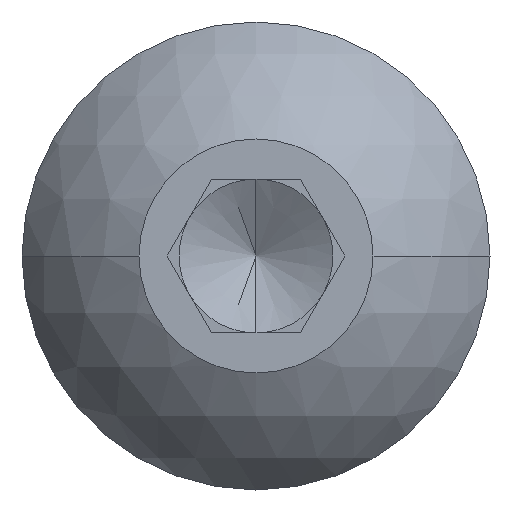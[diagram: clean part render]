
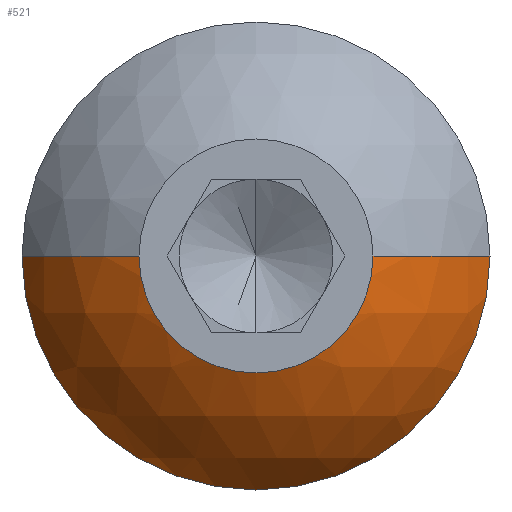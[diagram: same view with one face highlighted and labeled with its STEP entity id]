
A CAD part, left-side view. The second image highlights one B-rep face of the part: STEP entity #521.
In plain terms, the highlighted spherical face has radius 4.325 mm.
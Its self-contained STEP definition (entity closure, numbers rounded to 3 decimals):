
#20 = DIRECTION ( 'NONE',  ( 0., 0., 1. ) ) ;
#31 = EDGE_LOOP ( 'NONE', ( #391, #60, #765, #138, #200 ) ) ;
#45 = DIRECTION ( 'NONE',  ( 1., 0., 0. ) ) ;
#60 = ORIENTED_EDGE ( 'NONE', *, *, #76, .T. ) ;
#63 = CIRCLE ( 'NONE', #412, 1.9 ) ;
#76 = EDGE_CURVE ( 'NONE', #559, #484, #465, .T. ) ;
#79 = CIRCLE ( 'NONE', #723, 3.8 ) ;
#123 = EDGE_CURVE ( 'NONE', #344, #378, #494, .T. ) ;
#133 = CARTESIAN_POINT ( 'NONE',  ( 0., 1.9, 0. ) ) ;
#137 = DIRECTION ( 'NONE',  ( 0., 0., 1. ) ) ;
#138 = ORIENTED_EDGE ( 'NONE', *, *, #764, .F. ) ;
#141 = CARTESIAN_POINT ( 'NONE',  ( 1.82, 3.8, 0. ) ) ;
#143 = DIRECTION ( 'NONE',  ( 0., 0., -1. ) ) ;
#166 = CIRCLE ( 'NONE', #203, 4.325 ) ;
#168 = CARTESIAN_POINT ( 'NONE',  ( 1.82, 0., -3.8 ) ) ;
#175 = EDGE_CURVE ( 'NONE', #344, #559, #79, .T. ) ;
#200 = ORIENTED_EDGE ( 'NONE', *, *, #123, .F. ) ;
#203 = AXIS2_PLACEMENT_3D ( 'NONE', #546, #212, #276 ) ;
#212 = DIRECTION ( 'NONE',  ( 0., 0., -1. ) ) ;
#239 = CARTESIAN_POINT ( 'NONE',  ( 3.885, 0., 0. ) ) ;
#276 = DIRECTION ( 'NONE',  ( 0., 1., 0. ) ) ;
#302 = FACE_OUTER_BOUND ( 'NONE', #31, .T. ) ;
#344 = VERTEX_POINT ( 'NONE', #141 ) ;
#378 = VERTEX_POINT ( 'NONE', #133 ) ;
#384 = VERTEX_POINT ( 'NONE', #458 ) ;
#389 = AXIS2_PLACEMENT_3D ( 'NONE', #809, #566, #796 ) ;
#391 = ORIENTED_EDGE ( 'NONE', *, *, #175, .T. ) ;
#400 = DIRECTION ( 'NONE',  ( 0., 1., 0. ) ) ;
#412 = AXIS2_PLACEMENT_3D ( 'NONE', #799, #735, #445 ) ;
#445 = DIRECTION ( 'NONE',  ( 0., 0., 1. ) ) ;
#458 = CARTESIAN_POINT ( 'NONE',  ( 0., -1.9, 0. ) ) ;
#465 = CIRCLE ( 'NONE', #389, 3.8 ) ;
#473 = AXIS2_PLACEMENT_3D ( 'NONE', #239, #143, #400 ) ;
#484 = VERTEX_POINT ( 'NONE', #532 ) ;
#489 = SPHERICAL_SURFACE ( 'NONE', #473, 4.325 ) ;
#494 = CIRCLE ( 'NONE', #553, 4.325 ) ;
#521 = ADVANCED_FACE ( 'NONE', ( #302 ), #489, .T. ) ;
#532 = CARTESIAN_POINT ( 'NONE',  ( 1.82, -3.8, 0. ) ) ;
#546 = CARTESIAN_POINT ( 'NONE',  ( 3.885, 0., 0. ) ) ;
#548 = CARTESIAN_POINT ( 'NONE',  ( 1.82, 0., 0. ) ) ;
#553 = AXIS2_PLACEMENT_3D ( 'NONE', #712, #20, #45 ) ;
#559 = VERTEX_POINT ( 'NONE', #168 ) ;
#566 = DIRECTION ( 'NONE',  ( -1., 0., 0. ) ) ;
#665 = EDGE_CURVE ( 'NONE', #484, #384, #166, .T. ) ;
#712 = CARTESIAN_POINT ( 'NONE',  ( 3.885, 0., 0. ) ) ;
#723 = AXIS2_PLACEMENT_3D ( 'NONE', #548, #802, #137 ) ;
#735 = DIRECTION ( 'NONE',  ( -1., 0., 0. ) ) ;
#764 = EDGE_CURVE ( 'NONE', #378, #384, #63, .T. ) ;
#765 = ORIENTED_EDGE ( 'NONE', *, *, #665, .T. ) ;
#796 = DIRECTION ( 'NONE',  ( 0., 0., 1. ) ) ;
#799 = CARTESIAN_POINT ( 'NONE',  ( 0., 0., 0. ) ) ;
#802 = DIRECTION ( 'NONE',  ( -1., 0., 0. ) ) ;
#809 = CARTESIAN_POINT ( 'NONE',  ( 1.82, 0., 0. ) ) ;
